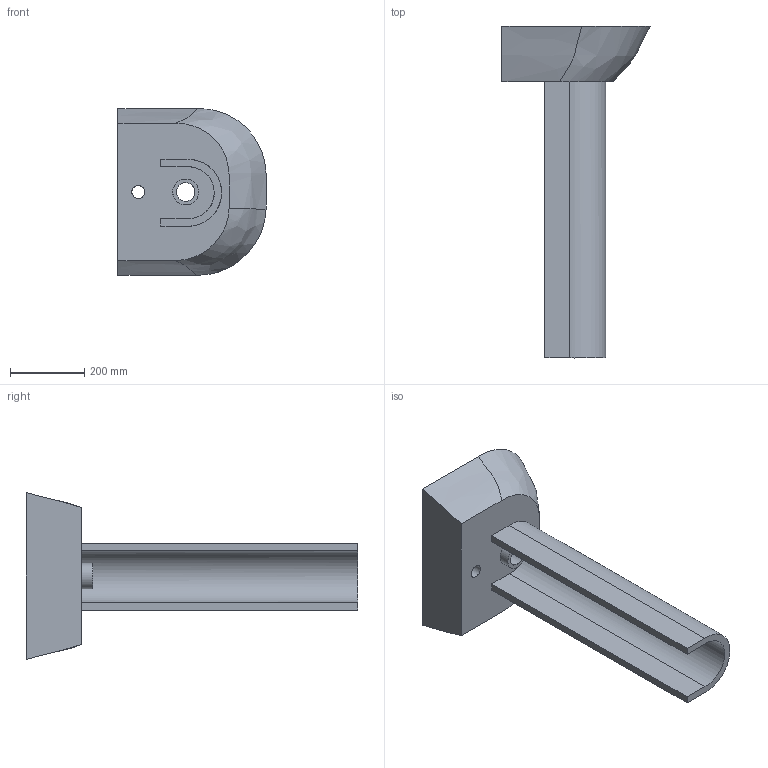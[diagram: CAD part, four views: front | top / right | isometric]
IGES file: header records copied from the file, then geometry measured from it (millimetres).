
Global section: file name: 7823; native system: AutoCAD 2016 - English; preprocessor: Autodesk Translation Framework DWG producer (atf_dwg_producer); organization: unknown; date: 20170505.151649; units: millimetre
Bounding box: 400 x 896 x 450 mm (x, y, z)
Volume: 20526678.4 mm3; surface area: 1221898.1 mm2
Topology: 2 solids, 2 shells, 28 faces, 76 edges, 53 vertices
Faces by surface type: bspline 28
